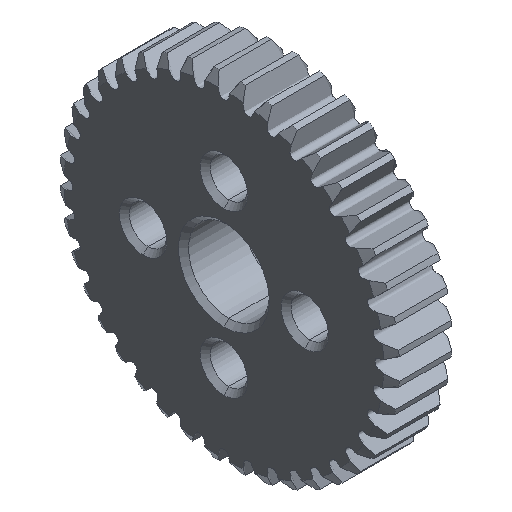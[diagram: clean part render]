
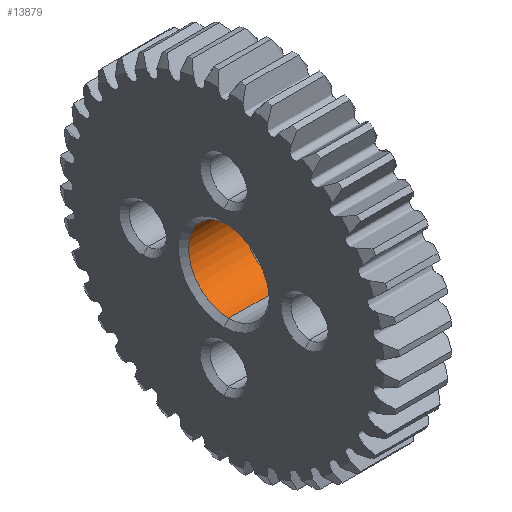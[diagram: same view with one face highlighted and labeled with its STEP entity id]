
A CAD part, isometric view. The second image highlights one B-rep face of the part: STEP entity #13879.
In plain terms, the highlighted cylindrical face has radius 4 mm (diameter 8 mm), a partial arc.
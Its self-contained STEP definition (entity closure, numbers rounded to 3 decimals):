
#80 = VECTOR ( 'NONE', #2583, 1000. ) ;
#434 = CARTESIAN_POINT ( 'NONE',  ( -20.626, 1.978, 12.129 ) ) ;
#2145 = AXIS2_PLACEMENT_3D ( 'NONE', #8285, #9491, #3515 ) ;
#2556 = AXIS2_PLACEMENT_3D ( 'NONE', #13426, #6829, #14425 ) ;
#2580 = AXIS2_PLACEMENT_3D ( 'NONE', #3212, #11410, #4396 ) ;
#2583 = DIRECTION ( 'NONE',  ( -1., 0., 0. ) ) ;
#3199 = ORIENTED_EDGE ( 'NONE', *, *, #10180, .T. ) ;
#3212 = CARTESIAN_POINT ( 'NONE',  ( -15.276, 1.978, 8.129 ) ) ;
#3515 = DIRECTION ( 'NONE',  ( 0., 0., 1. ) ) ;
#4396 = DIRECTION ( 'NONE',  ( 0., 0., 1. ) ) ;
#5068 = VERTEX_POINT ( 'NONE', #5074 ) ;
#5074 = CARTESIAN_POINT ( 'NONE',  ( -15.276, 1.978, 4.129 ) ) ;
#5917 = CIRCLE ( 'NONE', #2556, 4. ) ;
#6829 = DIRECTION ( 'NONE',  ( -1., 0., 0. ) ) ;
#7226 = LINE ( 'NONE', #12075, #7588 ) ;
#7354 = EDGE_CURVE ( 'NONE', #5068, #14232, #12298, .T. ) ;
#7440 = FACE_OUTER_BOUND ( 'NONE', #14107, .T. ) ;
#7573 = EDGE_CURVE ( 'NONE', #8498, #12634, #7226, .T. ) ;
#7588 = VECTOR ( 'NONE', #13174, 1000. ) ;
#8285 = CARTESIAN_POINT ( 'NONE',  ( 32.049, 1.978, 8.129 ) ) ;
#8498 = VERTEX_POINT ( 'NONE', #13197 ) ;
#8814 = ORIENTED_EDGE ( 'NONE', *, *, #7354, .F. ) ;
#9143 = CIRCLE ( 'NONE', #2580, 4. ) ;
#9491 = DIRECTION ( 'NONE',  ( -1., 0., 0. ) ) ;
#10177 = EDGE_CURVE ( 'NONE', #5068, #8498, #9143, .T. ) ;
#10180 = EDGE_CURVE ( 'NONE', #12634, #14232, #5917, .T. ) ;
#10479 = CYLINDRICAL_SURFACE ( 'NONE', #2145, 4. ) ;
#10852 = CARTESIAN_POINT ( 'NONE',  ( 32.049, 1.978, 4.129 ) ) ;
#11410 = DIRECTION ( 'NONE',  ( 1., 0., 0. ) ) ;
#11704 = CARTESIAN_POINT ( 'NONE',  ( -20.626, 1.978, 4.129 ) ) ;
#12058 = ORIENTED_EDGE ( 'NONE', *, *, #7573, .T. ) ;
#12075 = CARTESIAN_POINT ( 'NONE',  ( 32.049, 1.978, 12.129 ) ) ;
#12298 = LINE ( 'NONE', #10852, #80 ) ;
#12634 = VERTEX_POINT ( 'NONE', #434 ) ;
#13174 = DIRECTION ( 'NONE',  ( -1., 0., 0. ) ) ;
#13197 = CARTESIAN_POINT ( 'NONE',  ( -15.276, 1.978, 12.129 ) ) ;
#13426 = CARTESIAN_POINT ( 'NONE',  ( -20.626, 1.978, 8.129 ) ) ;
#13879 = ADVANCED_FACE ( 'NONE', ( #7440 ), #10479, .F. ) ;
#14107 = EDGE_LOOP ( 'NONE', ( #8814, #14416, #12058, #3199 ) ) ;
#14232 = VERTEX_POINT ( 'NONE', #11704 ) ;
#14416 = ORIENTED_EDGE ( 'NONE', *, *, #10177, .T. ) ;
#14425 = DIRECTION ( 'NONE',  ( 0., 0., -1. ) ) ;
